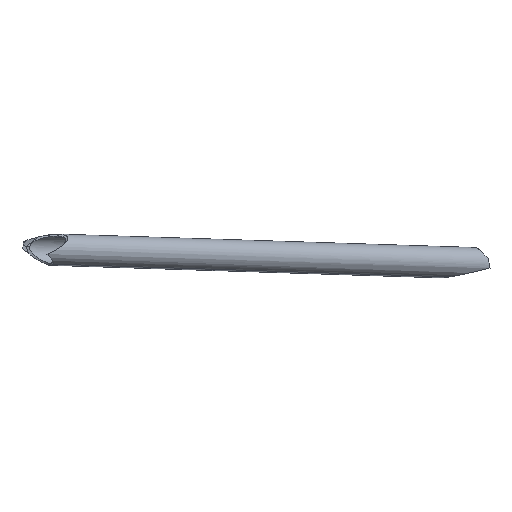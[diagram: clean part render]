
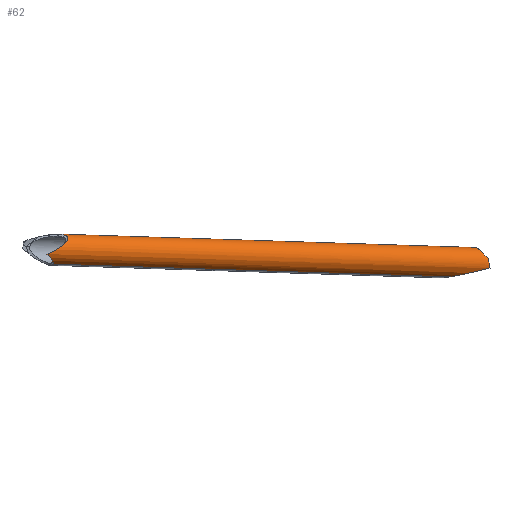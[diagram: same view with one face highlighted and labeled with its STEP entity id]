
A CAD part, isometric view. The second image highlights one B-rep face of the part: STEP entity #62.
In plain terms, the highlighted cylindrical face has radius 12.5 mm (diameter 25 mm), a partial arc.
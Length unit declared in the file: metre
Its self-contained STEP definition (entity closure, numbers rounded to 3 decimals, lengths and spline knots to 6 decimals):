
#62=ADVANCED_FACE('0:45',(#121),#122,.T.);
#121=FACE_OUTER_BOUND('',#174,.T.);
#122=CYLINDRICAL_SURFACE('',#175,0.0125);
#174=EDGE_LOOP('',(#300,#301,#302,#303,#304,#305,#306,#307,#308,#309));
#175=AXIS2_PLACEMENT_3D('',#310,#311,#312);
#300=ORIENTED_EDGE('',*,*,#354,.T.);
#301=ORIENTED_EDGE('',*,*,#380,.F.);
#302=ORIENTED_EDGE('',*,*,#391,.T.);
#303=ORIENTED_EDGE('',*,*,#374,.T.);
#304=ORIENTED_EDGE('',*,*,#383,.F.);
#305=ORIENTED_EDGE('',*,*,#388,.F.);
#306=ORIENTED_EDGE('',*,*,#365,.T.);
#307=ORIENTED_EDGE('',*,*,#395,.T.);
#308=ORIENTED_EDGE('',*,*,#394,.F.);
#309=ORIENTED_EDGE('',*,*,#404,.T.);
#310=CARTESIAN_POINT('',(-0.092848,0.198143,0.040443));
#311=DIRECTION('',(-0.902,0.176,0.393));
#312=DIRECTION('',(-0.393,-0.71,-0.584));
#354=EDGE_CURVE('',#425,#426,#427,.T.);
#365=EDGE_CURVE('',#448,#446,#449,.T.);
#374=EDGE_CURVE('',#457,#463,#465,.T.);
#380=EDGE_CURVE('0:75',#471,#426,#473,.T.);
#383=EDGE_CURVE('',#475,#463,#478,.T.);
#388=EDGE_CURVE('',#448,#475,#483,.T.);
#391=EDGE_CURVE('0:81',#471,#457,#486,.T.);
#394=EDGE_CURVE('0:90',#488,#491,#492,.T.);
#395=EDGE_CURVE('',#446,#491,#493,.T.);
#404=EDGE_CURVE('0:126',#488,#425,#503,.T.);
#425=VERTEX_POINT('',#638);
#426=VERTEX_POINT('',#639);
#427=LINE('',#640,#641);
#446=VERTEX_POINT('',#707);
#448=VERTEX_POINT('',#709);
#449=LINE('',#710,#711);
#457=VERTEX_POINT('',#745);
#463=VERTEX_POINT('',#762);
#465=B_SPLINE_CURVE_WITH_KNOTS('',3,(#767,#768,#769,#770,#771,#772,#773),.UNSPECIFIED.,.F.,.F.,(4,1,2,4),(0.0,1.869635,6.732645,11.595656),.UNSPECIFIED.);
#471=VERTEX_POINT('',#825);
#473=ELLIPSE('',#831,0.056595,0.0125);
#475=VERTEX_POINT('',#833);
#478=B_SPLINE_CURVE_WITH_KNOTS('',3,(#837,#838,#839,#840,#841,#842,#843,#844,#845,#846,#847,#848,#849,#850,#851,#852,#853,#854,#855,#856,#857,#858,#859,#860,#861,#862,#863),.UNSPECIFIED.,.F.,.F.,(4,2,2,2,2,2,2,2,2,2,2,2,1,4),(0.0,3.641605,7.283211,10.924816,16.387224,21.849632,29.132842,36.416053,40.057658,43.699264,47.340869,50.982474,56.444882,60.223377),.UNSPECIFIED.);
#483=B_SPLINE_CURVE_WITH_KNOTS('',3,(#916,#917,#918,#919,#920,#921,#922,#923,#924,#925,#926,#927,#928,#929,#930,#931,#932,#933,#934,#935,#936,#937,#938,#939,#940,#941,#942),.UNSPECIFIED.,.F.,.F.,(4,2,2,2,2,2,2,2,2,2,2,2,1,4),(0.0,3.641605,7.283211,10.924816,16.387224,21.849632,29.132842,36.416053,40.057658,43.699264,47.340869,50.982474,56.444882,60.223377),.UNSPECIFIED.);
#486=B_SPLINE_CURVE_WITH_KNOTS('',3,(#945,#946,#947,#948,#949,#950,#951),.UNSPECIFIED.,.F.,.F.,(4,1,2,4),(0.0,1.869635,6.732645,11.595656),.UNSPECIFIED.);
#488=VERTEX_POINT('',#953);
#491=VERTEX_POINT('',#956);
#492=ELLIPSE('',#957,0.03323,0.012499);
#493=ELLIPSE('',#958,0.033232,0.0125);
#503=ELLIPSE('',#1044,0.023432,0.0125);
#638=CARTESIAN_POINT('',(-0.423595,0.252931,0.175075));
#639=CARTESIAN_POINT('',(-0.050362,0.18,0.0125));
#640=CARTESIAN_POINT('',(-0.097761,0.189262,0.033147));
#641=VECTOR('',#1077,1.0);
#707=CARTESIAN_POINT('',(-0.412446,0.270434,0.189093));
#709=CARTESIAN_POINT('',(-0.009412,0.19168,0.013537));
#710=CARTESIAN_POINT('',(-0.087934,0.207023,0.04774));
#711=VECTOR('',#1088,1.0);
#745=CARTESIAN_POINT('',(-0.015,0.170695,0.009305));
#762=CARTESIAN_POINT('',(-0.013657,0.173797,0.014975));
#767=CARTESIAN_POINT('',(-0.014959,0.170408,0.008016));
#768=CARTESIAN_POINT('',(-0.014986,0.170487,0.008449));
#769=CARTESIAN_POINT('',(-0.015038,0.170831,0.009999));
#770=CARTESIAN_POINT('',(-0.0149,0.171399,0.01148));
#771=CARTESIAN_POINT('',(-0.014456,0.172447,0.013416));
#772=CARTESIAN_POINT('',(-0.01411,0.173086,0.014278));
#773=CARTESIAN_POINT('',(-0.013657,0.173797,0.014975));
#825=CARTESIAN_POINT('',(-0.014959,0.170408,0.008016));
#831=AXIS2_PLACEMENT_3D('',#1097,#1098,#1099);
#833=CARTESIAN_POINT('',(-0.015,0.18,0.019523));
#837=CARTESIAN_POINT('',(-0.008892,0.19208,-0.003212));
#838=CARTESIAN_POINT('',(-0.008373,0.192462,-0.002681));
#839=CARTESIAN_POINT('',(-0.00786,0.192787,-0.00209));
#840=CARTESIAN_POINT('',(-0.006934,0.193312,-0.00077));
#841=CARTESIAN_POINT('',(-0.006522,0.193512,-0.000038));
#842=CARTESIAN_POINT('',(-0.005937,0.193779,0.001554));
#843=CARTESIAN_POINT('',(-0.005771,0.193845,0.002413));
#844=CARTESIAN_POINT('',(-0.005705,0.193873,0.004577));
#845=CARTESIAN_POINT('',(-0.005963,0.19377,0.005876));
#846=CARTESIAN_POINT('',(-0.006738,0.193409,0.00834));
#847=CARTESIAN_POINT('',(-0.007251,0.193147,0.009517));
#848=CARTESIAN_POINT('',(-0.008561,0.192348,0.012146));
#849=CARTESIAN_POINT('',(-0.009398,0.191748,0.013563));
#850=CARTESIAN_POINT('',(-0.011091,0.190165,0.016164));
#851=CARTESIAN_POINT('',(-0.011955,0.189178,0.017354));
#852=CARTESIAN_POINT('',(-0.013124,0.187301,0.018751));
#853=CARTESIAN_POINT('',(-0.01349,0.186609,0.019149));
#854=CARTESIAN_POINT('',(-0.014129,0.185103,0.019739));
#855=CARTESIAN_POINT('',(-0.014399,0.18429,0.019928));
#856=CARTESIAN_POINT('',(-0.014795,0.182615,0.020045));
#857=CARTESIAN_POINT('',(-0.01492,0.181758,0.019972));
#858=CARTESIAN_POINT('',(-0.015023,0.1801,0.019595));
#859=CARTESIAN_POINT('',(-0.015003,0.1793,0.019294));
#860=CARTESIAN_POINT('',(-0.014821,0.177426,0.018348));
#861=CARTESIAN_POINT('',(-0.01444,0.175716,0.017102));
#862=CARTESIAN_POINT('',(-0.013897,0.174326,0.015619));
#863=CARTESIAN_POINT('',(-0.013657,0.173797,0.014975));
#916=CARTESIAN_POINT('',(-0.008892,0.19208,-0.003212));
#917=CARTESIAN_POINT('',(-0.008373,0.192462,-0.002681));
#918=CARTESIAN_POINT('',(-0.00786,0.192787,-0.00209));
#919=CARTESIAN_POINT('',(-0.006934,0.193312,-0.00077));
#920=CARTESIAN_POINT('',(-0.006522,0.193512,-0.000038));
#921=CARTESIAN_POINT('',(-0.005937,0.193779,0.001554));
#922=CARTESIAN_POINT('',(-0.005771,0.193845,0.002413));
#923=CARTESIAN_POINT('',(-0.005705,0.193873,0.004577));
#924=CARTESIAN_POINT('',(-0.005963,0.19377,0.005876));
#925=CARTESIAN_POINT('',(-0.006738,0.193409,0.00834));
#926=CARTESIAN_POINT('',(-0.007251,0.193147,0.009517));
#927=CARTESIAN_POINT('',(-0.008561,0.192348,0.012146));
#928=CARTESIAN_POINT('',(-0.009398,0.191748,0.013563));
#929=CARTESIAN_POINT('',(-0.011091,0.190165,0.016164));
#930=CARTESIAN_POINT('',(-0.011955,0.189178,0.017354));
#931=CARTESIAN_POINT('',(-0.013124,0.187301,0.018751));
#932=CARTESIAN_POINT('',(-0.01349,0.186609,0.019149));
#933=CARTESIAN_POINT('',(-0.014129,0.185103,0.019739));
#934=CARTESIAN_POINT('',(-0.014399,0.18429,0.019928));
#935=CARTESIAN_POINT('',(-0.014795,0.182615,0.020045));
#936=CARTESIAN_POINT('',(-0.01492,0.181758,0.019972));
#937=CARTESIAN_POINT('',(-0.015023,0.1801,0.019595));
#938=CARTESIAN_POINT('',(-0.015003,0.1793,0.019294));
#939=CARTESIAN_POINT('',(-0.014821,0.177426,0.018348));
#940=CARTESIAN_POINT('',(-0.01444,0.175716,0.017102));
#941=CARTESIAN_POINT('',(-0.013897,0.174326,0.015619));
#942=CARTESIAN_POINT('',(-0.013657,0.173797,0.014975));
#945=CARTESIAN_POINT('',(-0.014959,0.170408,0.008016));
#946=CARTESIAN_POINT('',(-0.014986,0.170487,0.008449));
#947=CARTESIAN_POINT('',(-0.015038,0.170831,0.009999));
#948=CARTESIAN_POINT('',(-0.0149,0.171399,0.01148));
#949=CARTESIAN_POINT('',(-0.014456,0.172447,0.013416));
#950=CARTESIAN_POINT('',(-0.01411,0.173086,0.014278));
#951=CARTESIAN_POINT('',(-0.013657,0.173797,0.014975));
#953=CARTESIAN_POINT('',(-0.431527,0.25179,0.189371));
#956=CARTESIAN_POINT('',(-0.411326,0.252289,0.189009));
#957=AXIS2_PLACEMENT_3D('',#1104,#1105,#1106);
#958=AXIS2_PLACEMENT_3D('',#1107,#1108,#1109);
#1044=AXIS2_PLACEMENT_3D('',#1115,#1116,#1117);
#1077=DIRECTION('',(0.902,-0.176,-0.393));
#1088=DIRECTION('',(-0.902,0.176,0.393));
#1097=CARTESIAN_POINT('',(0.,0.18,0.));
#1098=DIRECTION('',(-0.221,-0.399,-0.89));
#1099=DIRECTION('',(0.975,-0.09,-0.202));
#1104=CARTESIAN_POINT('',(-0.434999,0.264999,0.18948));
#1105=DIRECTION('',(0.018,-0.004,1.));
#1106=DIRECTION('',(0.981,-0.192,-0.018));
#1107=CARTESIAN_POINT('',(-0.435,0.265,0.18948));
#1108=DIRECTION('',(-0.018,0.004,-1.));
#1109=DIRECTION('',(0.981,-0.192,-0.018));
#1115=CARTESIAN_POINT('',(-0.435,0.265,0.18948));
#1116=DIRECTION('',(0.846,0.218,0.487));
#1117=DIRECTION('',(0.533,-0.346,-0.772));
